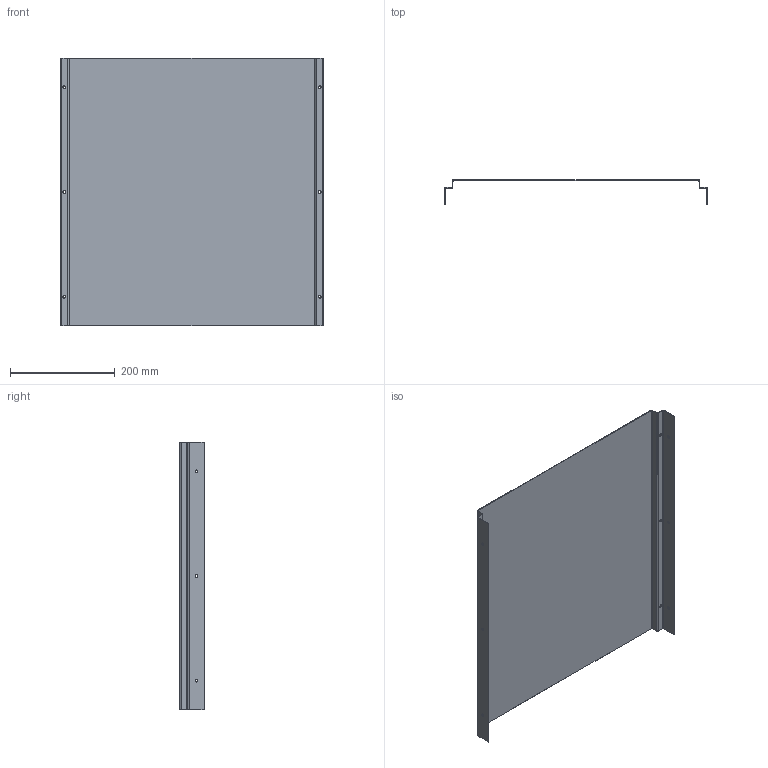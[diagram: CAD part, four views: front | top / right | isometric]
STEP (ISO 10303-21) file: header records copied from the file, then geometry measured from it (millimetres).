
FILE_DESCRIPTION (( 'STEP AP203' ), '1' );
FILE_NAME ('10-02-1609.STEP', '2013-05-06T06:45:42', ( 'asennus' ), ( '' ), 'SwSTEP 2.0', 'SolidWorks 2013', '' );
FILE_SCHEMA (( 'CONFIG_CONTROL_DESIGN' ));
Length unit declared in the file: millimetre
Products named in the file (1): 10-02-1609
Bounding box: 503 x 46.5 x 510 mm (x, y, z)
Volume: 448859 mm3; surface area: 602053 mm2
Topology: 1 solids, 1 shells, 78 faces, 180 edges, 104 vertices
Faces by surface type: plane 42, cylinder 36
Entity records: 2297 total; most frequent: DIRECTION 410, CARTESIAN_POINT 363, ORIENTED_EDGE 360, EDGE_CURVE 180, AXIS2_PLACEMENT_3D 151, VECTOR 108, LINE 108, VERTEX_POINT 104
